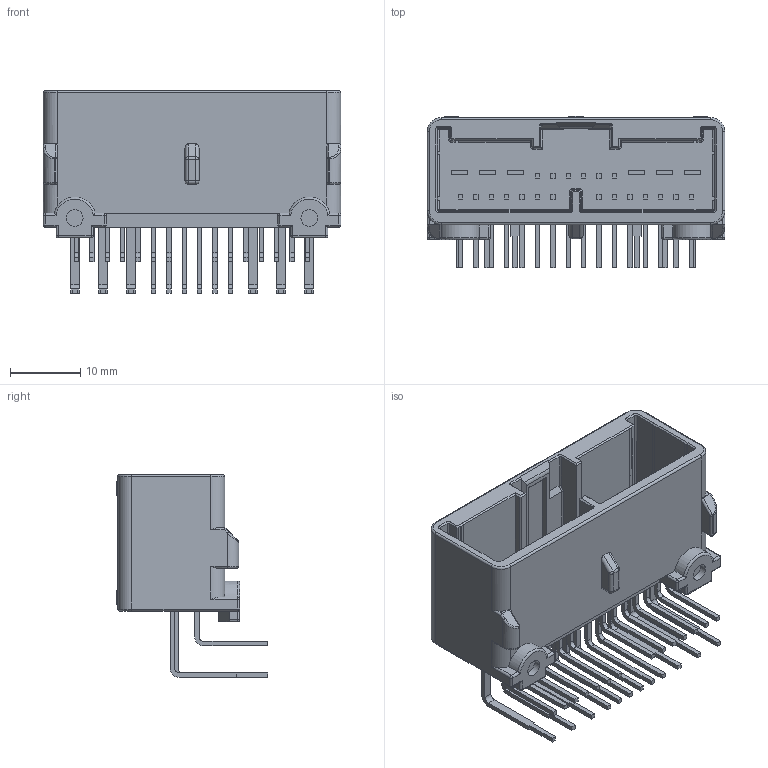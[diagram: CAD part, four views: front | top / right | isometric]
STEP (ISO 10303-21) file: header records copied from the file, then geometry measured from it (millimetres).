
FILE_DESCRIPTION((''),'2;1');
FILE_NAME('C-1376357-3','2016-08-04T',('workeradm'),('Tyco Electronics Ltd.'),'CREO PARAMETRIC BY PTC INC, 2016050','CREO PARAMETRIC BY PTC INC, 2016050','');
FILE_SCHEMA(('AUTOMOTIVE_DESIGN { 1 0 10303 214 1 1 1 1 }'));
Length unit declared in the file: millimetre
Products named in the file (1): C-1376357-3
Bounding box: 42.5 x 21.6 x 28.97 mm (x, y, z)
Volume: 6150.8 mm3; surface area: 7535.6 mm2
Topology: 1 solids, 1 shells, 767 faces, 1946 edges, 1240 vertices
Faces by surface type: plane 539, cylinder 168, sphere 22, cone 18, torus 10, bspline 10
Entity records: 25411 total; most frequent: CARTESIAN_POINT 6656, ORIENTED_EDGE 3892, DIRECTION 3728, EDGE_CURVE 1946, VECTOR 1562, LINE 1562, VERTEX_POINT 1240, AXIS2_PLACEMENT_3D 1083
